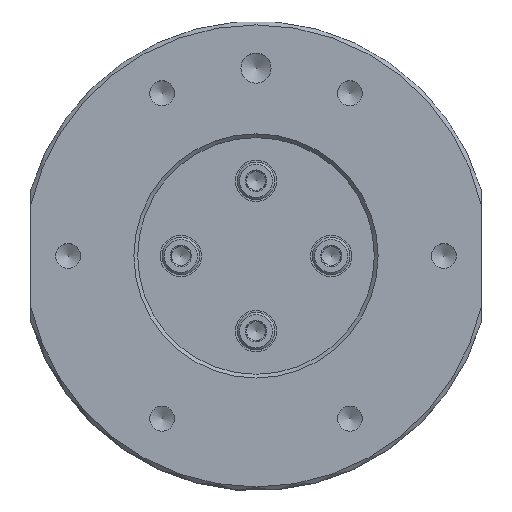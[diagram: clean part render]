
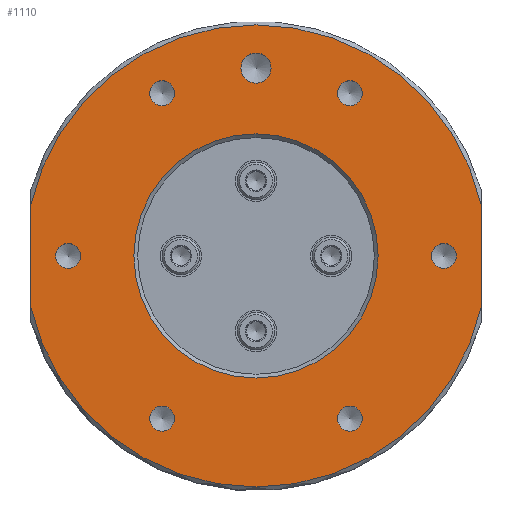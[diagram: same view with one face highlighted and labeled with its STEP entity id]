
A CAD part, top view. The second image highlights one B-rep face of the part: STEP entity #1110.
In plain terms, the highlighted planar face has unit normal (0, 0, 1).
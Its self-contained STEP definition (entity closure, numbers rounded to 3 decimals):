
#137=LINE('',#1766,#179);
#138=LINE('',#1770,#180);
#179=VECTOR('',#1397,1000.);
#180=VECTOR('',#1400,1000.);
#221=ORIENTED_EDGE('',*,*,#487,.F.);
#222=ORIENTED_EDGE('',*,*,#488,.T.);
#223=ORIENTED_EDGE('',*,*,#489,.F.);
#224=ORIENTED_EDGE('',*,*,#490,.T.);
#225=ORIENTED_EDGE('',*,*,#491,.F.);
#226=ORIENTED_EDGE('',*,*,#492,.F.);
#227=ORIENTED_EDGE('',*,*,#493,.F.);
#228=ORIENTED_EDGE('',*,*,#494,.F.);
#229=ORIENTED_EDGE('',*,*,#495,.F.);
#230=ORIENTED_EDGE('',*,*,#496,.F.);
#231=ORIENTED_EDGE('',*,*,#497,.F.);
#232=ORIENTED_EDGE('',*,*,#498,.T.);
#487=EDGE_CURVE('',#620,#621,#731,.T.);
#488=EDGE_CURVE('',#620,#622,#137,.T.);
#489=EDGE_CURVE('',#623,#622,#732,.T.);
#490=EDGE_CURVE('',#623,#621,#138,.T.);
#491=EDGE_CURVE('',#624,#624,#733,.F.);
#492=EDGE_CURVE('',#625,#625,#734,.T.);
#493=EDGE_CURVE('',#626,#626,#735,.T.);
#494=EDGE_CURVE('',#627,#627,#736,.T.);
#495=EDGE_CURVE('',#628,#628,#737,.T.);
#496=EDGE_CURVE('',#629,#629,#738,.T.);
#497=EDGE_CURVE('',#630,#630,#739,.T.);
#498=EDGE_CURVE('',#631,#631,#740,.T.);
#620=VERTEX_POINT('',#1764);
#621=VERTEX_POINT('',#1765);
#622=VERTEX_POINT('',#1767);
#623=VERTEX_POINT('',#1769);
#624=VERTEX_POINT('',#1772);
#625=VERTEX_POINT('',#1774);
#626=VERTEX_POINT('',#1776);
#627=VERTEX_POINT('',#1778);
#628=VERTEX_POINT('',#1780);
#629=VERTEX_POINT('',#1782);
#630=VERTEX_POINT('',#1784);
#631=VERTEX_POINT('',#1786);
#731=CIRCLE('',#1229,61.5);
#732=CIRCLE('',#1230,61.5);
#733=CIRCLE('',#1231,4.);
#734=CIRCLE('',#1232,3.324);
#735=CIRCLE('',#1233,3.324);
#736=CIRCLE('',#1234,3.324);
#737=CIRCLE('',#1235,3.324);
#738=CIRCLE('',#1236,3.324);
#739=CIRCLE('',#1237,3.324);
#740=CIRCLE('',#1238,32.5);
#804=EDGE_LOOP('',(#221,#222,#223,#224));
#805=EDGE_LOOP('',(#225));
#806=EDGE_LOOP('',(#226));
#807=EDGE_LOOP('',(#227));
#808=EDGE_LOOP('',(#228));
#809=EDGE_LOOP('',(#229));
#810=EDGE_LOOP('',(#230));
#811=EDGE_LOOP('',(#231));
#812=EDGE_LOOP('',(#232));
#938=FACE_BOUND('',#804,.T.);
#939=FACE_BOUND('',#805,.T.);
#940=FACE_BOUND('',#806,.T.);
#941=FACE_BOUND('',#807,.T.);
#942=FACE_BOUND('',#808,.T.);
#943=FACE_BOUND('',#809,.T.);
#944=FACE_BOUND('',#810,.T.);
#945=FACE_BOUND('',#811,.T.);
#946=FACE_BOUND('',#812,.T.);
#1080=PLANE('',#1228);
#1110=ADVANCED_FACE('',(#938,#939,#940,#941,#942,#943,#944,#945,#946),#1080,
 .F.);
#1228=AXIS2_PLACEMENT_3D('',#1762,#1393,#1394);
#1229=AXIS2_PLACEMENT_3D('',#1763,#1395,#1396);
#1230=AXIS2_PLACEMENT_3D('',#1768,#1398,#1399);
#1231=AXIS2_PLACEMENT_3D('',#1771,#1401,#1402);
#1232=AXIS2_PLACEMENT_3D('',#1773,#1403,#1404);
#1233=AXIS2_PLACEMENT_3D('',#1775,#1405,#1406);
#1234=AXIS2_PLACEMENT_3D('',#1777,#1407,#1408);
#1235=AXIS2_PLACEMENT_3D('',#1779,#1409,#1410);
#1236=AXIS2_PLACEMENT_3D('',#1781,#1411,#1412);
#1237=AXIS2_PLACEMENT_3D('',#1783,#1413,#1414);
#1238=AXIS2_PLACEMENT_3D('',#1785,#1415,#1416);
#1393=DIRECTION('',(0.,0.,-1.));
#1394=DIRECTION('',(-1.,0.,0.));
#1395=DIRECTION('',(0.,0.,-1.));
#1396=DIRECTION('',(-1.,0.,0.));
#1397=DIRECTION('',(0.,-1.,0.));
#1398=DIRECTION('',(0.,0.,-1.));
#1399=DIRECTION('',(-1.,0.,0.));
#1400=DIRECTION('',(0.,1.,0.));
#1401=DIRECTION('',(0.,0.,-1.));
#1402=DIRECTION('',(-1.,0.,0.));
#1403=DIRECTION('',(0.,0.,1.));
#1404=DIRECTION('',(1.,0.,0.));
#1405=DIRECTION('',(0.,0.,1.));
#1406=DIRECTION('',(1.,0.,0.));
#1407=DIRECTION('',(0.,0.,1.));
#1408=DIRECTION('',(1.,0.,0.));
#1409=DIRECTION('',(0.,0.,1.));
#1410=DIRECTION('',(1.,0.,0.));
#1411=DIRECTION('',(0.,0.,1.));
#1412=DIRECTION('',(1.,0.,0.));
#1413=DIRECTION('',(0.,0.,1.));
#1414=DIRECTION('',(1.,0.,0.));
#1415=DIRECTION('',(0.,0.,-1.));
#1416=DIRECTION('',(-1.,0.,0.));
#1762=CARTESIAN_POINT('',(0.,32.5,0.));
#1763=CARTESIAN_POINT('',(0.,0.,0.));
#1764=CARTESIAN_POINT('',(-60.,13.5,0.));
#1765=CARTESIAN_POINT('',(60.,13.5,0.));
#1766=CARTESIAN_POINT('',(-60.,65.,0.));
#1767=CARTESIAN_POINT('',(-60.,-13.5,0.));
#1768=CARTESIAN_POINT('',(0.,0.,0.));
#1769=CARTESIAN_POINT('',(60.,-13.5,0.));
#1770=CARTESIAN_POINT('',(60.,-65.,0.));
#1771=CARTESIAN_POINT('',(0.,50.,0.));
#1772=CARTESIAN_POINT('',(-4.,50.,0.));
#1773=CARTESIAN_POINT('',(-25.,-43.301,0.));
#1774=CARTESIAN_POINT('',(-21.677,-43.301,0.));
#1775=CARTESIAN_POINT('',(25.,-43.301,0.));
#1776=CARTESIAN_POINT('',(28.324,-43.301,0.));
#1777=CARTESIAN_POINT('',(50.,0.,0.));
#1778=CARTESIAN_POINT('',(53.324,0.,0.));
#1779=CARTESIAN_POINT('',(25.,43.301,0.));
#1780=CARTESIAN_POINT('',(28.324,43.301,0.));
#1781=CARTESIAN_POINT('',(-25.,43.301,0.));
#1782=CARTESIAN_POINT('',(-21.677,43.301,0.));
#1783=CARTESIAN_POINT('',(-50.,0.,0.));
#1784=CARTESIAN_POINT('',(-46.677,0.,0.));
#1785=CARTESIAN_POINT('',(0.,0.,0.));
#1786=CARTESIAN_POINT('',(-32.5,0.,0.));
